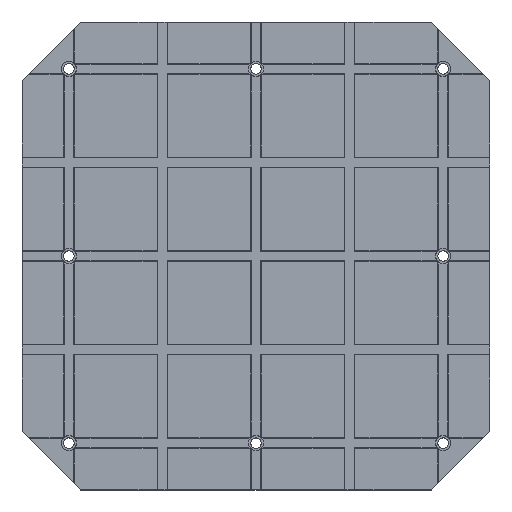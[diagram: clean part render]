
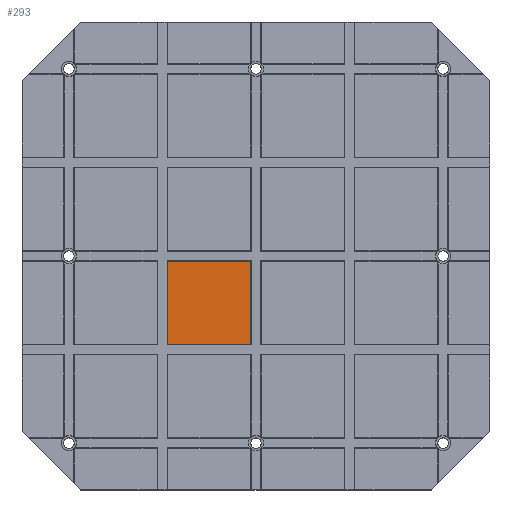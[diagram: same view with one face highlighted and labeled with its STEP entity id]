
A CAD part, top view. The second image highlights one B-rep face of the part: STEP entity #293.
In plain terms, the highlighted planar face has unit normal (0, 0, 1).
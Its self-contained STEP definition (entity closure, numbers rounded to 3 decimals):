
#293 = ADVANCED_FACE( '', ( #1051 ), #1052, .T. );
#1051 = FACE_OUTER_BOUND( '', #2144, .T. );
#1052 = PLANE( '', #2145 );
#2144 = EDGE_LOOP( '', ( #4881, #4882, #4883, #4884 ) );
#2145 = AXIS2_PLACEMENT_3D( '', #4885, #4886, #4887 );
#4881 = ORIENTED_EDGE( '', *, *, #8038, .F. );
#4882 = ORIENTED_EDGE( '', *, *, #8039, .T. );
#4883 = ORIENTED_EDGE( '', *, *, #8040, .T. );
#4884 = ORIENTED_EDGE( '', *, *, #8041, .F. );
#4885 = CARTESIAN_POINT( '', ( -400., -400., 75. ) );
#4886 = DIRECTION( '', ( 0., 0., 1. ) );
#4887 = DIRECTION( '', ( 1., 0., 0. ) );
#8038 = EDGE_CURVE( '', #10176, #10177, #10178, .T. );
#8039 = EDGE_CURVE( '', #10176, #10179, #10180, .T. );
#8040 = EDGE_CURVE( '', #10179, #10181, #10182, .T. );
#8041 = EDGE_CURVE( '', #10177, #10181, #10183, .T. );
#10176 = VERTEX_POINT( '', #13324 );
#10177 = VERTEX_POINT( '', #13325 );
#10178 = LINE( '', #13326, #13327 );
#10179 = VERTEX_POINT( '', #13328 );
#10180 = LINE( '', #13329, #13330 );
#10181 = VERTEX_POINT( '', #13331 );
#10182 = LINE( '', #13332, #13333 );
#10183 = LINE( '', #13334, #13335 );
#13324 = CARTESIAN_POINT( '', ( -151., -151., 75. ) );
#13325 = CARTESIAN_POINT( '', ( -151., -9., 75. ) );
#13326 = CARTESIAN_POINT( '', ( -151., -400., 75. ) );
#13327 = VECTOR( '', #15481, 1000. );
#13328 = CARTESIAN_POINT( '', ( -9., -151., 75. ) );
#13329 = CARTESIAN_POINT( '', ( -400., -151., 75. ) );
#13330 = VECTOR( '', #15482, 1000. );
#13331 = CARTESIAN_POINT( '', ( -9., -9., 75. ) );
#13332 = CARTESIAN_POINT( '', ( -9., -400., 75. ) );
#13333 = VECTOR( '', #15483, 1000. );
#13334 = CARTESIAN_POINT( '', ( -400., -9., 75. ) );
#13335 = VECTOR( '', #15484, 1000. );
#15481 = DIRECTION( '', ( 0., 1., 0. ) );
#15482 = DIRECTION( '', ( 1., 0., 0. ) );
#15483 = DIRECTION( '', ( 0., 1., 0. ) );
#15484 = DIRECTION( '', ( 1., 0., 0. ) );
